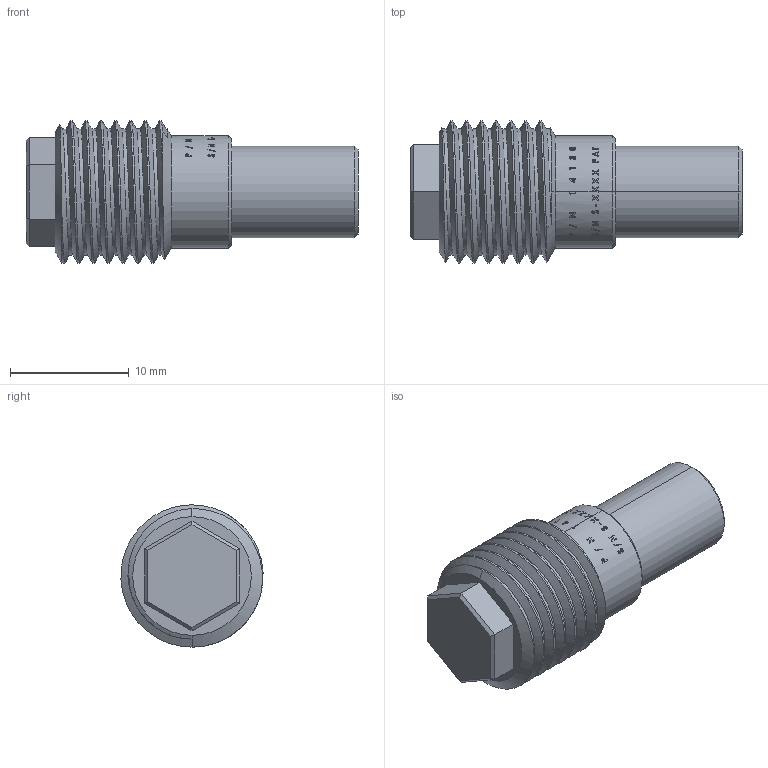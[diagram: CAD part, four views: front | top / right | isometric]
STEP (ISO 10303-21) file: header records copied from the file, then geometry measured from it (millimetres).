
FILE_DESCRIPTION (( 'STEP AP214' ), '1' );
FILE_NAME ('14130_Metric Small Headin Gripper.STEP', '2021-02-10T17:49:01', ( '' ), ( '' ), 'SwSTEP 2.0', 'SolidWorks 2021', '' );
FILE_SCHEMA (( 'AUTOMOTIVE_DESIGN' ));
Length unit declared in the file: inch
Products named in the file (1): 14130_Metric Small Headin Gripper
Bounding box: 28 x 11.98 x 12 mm (x, y, z)
Volume: 1957.2 mm3; surface area: 1185.8 mm2
Topology: 1 solids, 1 shells, 75 faces, 333 edges, 285 vertices
Faces by surface type: cylinder 47, plane 17, cone 8, bspline 3
Entity records: 5594 total; most frequent: CARTESIAN_POINT 2690, ORIENTED_EDGE 666, DIRECTION 397, EDGE_CURVE 333, VERTEX_POINT 285, AXIS2_PLACEMENT_3D 152, B_SPLINE_CURVE_WITH_KNOTS 129, EDGE_LOOP 100
